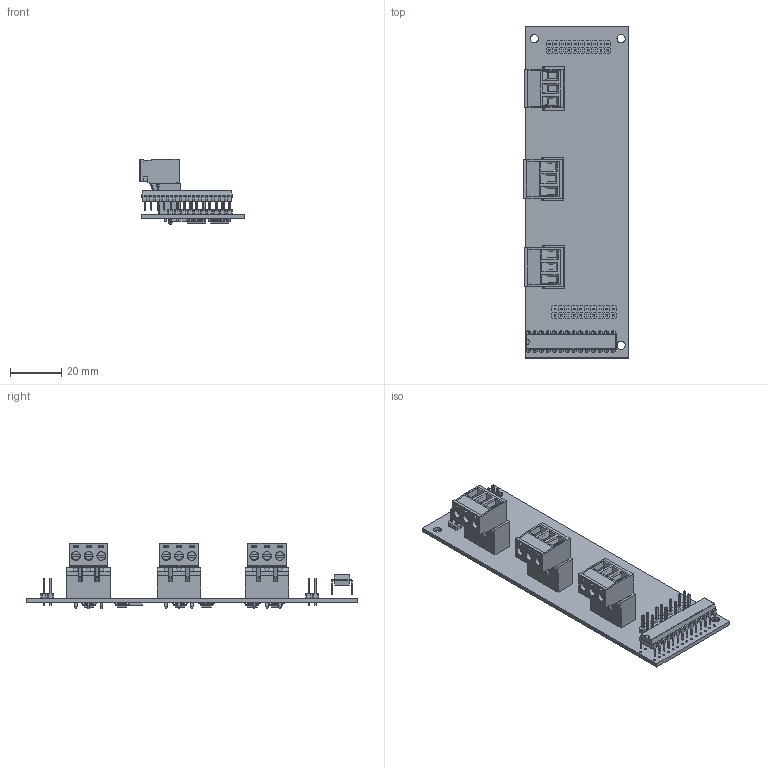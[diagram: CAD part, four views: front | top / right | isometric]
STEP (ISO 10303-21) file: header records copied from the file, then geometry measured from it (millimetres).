
FILE_DESCRIPTION(('PCB Model'),'2;1');
FILE_NAME('carte_onduleur.STEP', '2020-03-29T10:35:44',('xoxox'),('Unspecified'), 'Open CASCADE STEP processor 6.8','Proteus','Unknown');
FILE_SCHEMA(('AUTOMOTIVE_DESIGN { 1 0 10303 214 1 1 1 1 }'));
Length unit declared in the file: millimetre
Products named in the file (73): Open CASCADE STEP translator 6.8 1; Layer_1; CARTE_MOT1; Open CASCADE STEP translator 6.8 1.2.1; Body_1; SOLID; CARTE_MOT2; Open CASCADE STEP translator 6.8 1.3.1; IN1; Open CASCADE STEP translator 6.8 1.4.1; IN2; Open CASCADE STEP translator 6.8 1.5.1; IN3; Open CASCADE STEP translator 6.8 1.6.1; T1; Open CASCADE STEP translator 6.8 1.7.1; T2; Open CASCADE STEP translator 6.8 1.8.1; R_SHUNT; Open CASCADE STEP translator 6.8 1.9.1; Pin_1; Pin_2; T3; Open CASCADE STEP translator 6.8 1.10.1; T4; Open CASCADE STEP translator 6.8 1.11.1; T5; Open CASCADE STEP translator 6.8 1.12.1; T6; Open CASCADE STEP translator 6.8 1.13.1; U_DSPIC; Open CASCADE STEP translator 6.8 1.14.1
Assembly tree (81 placements, depth 6):
  Open CASCADE STEP translator 6.8 1
    Layer_1
    CARTE_MOT1
      Open CASCADE STEP translator 6.8 1.2.1
        Body_1
          (unnamed)  x2
            SOLID
            SOLID
            SOLID
            SOLID
            SOLID
            SOLID
            SOLID
            SOLID
            SOLID
            SOLID
            SOLID
            SOLID
            SOLID
            SOLID
            SOLID
            SOLID
            SOLID
            SOLID
            SOLID
            SOLID
    CARTE_MOT2
      Open CASCADE STEP translator 6.8 1.3.1
        Body_1
          (unnamed)  x2
            SOLID
            SOLID
            SOLID
            SOLID
            SOLID
            SOLID
            SOLID
            SOLID
            SOLID
            SOLID
            SOLID
            SOLID
            SOLID
            SOLID
            SOLID
            SOLID
            SOLID
            SOLID
            SOLID
            SOLID
    IN1
      Open CASCADE STEP translator 6.8 1.4.1
        Body_1
          (unnamed)
            (unnamed)
            (unnamed)
            (unnamed)
            (unnamed)
          (unnamed)
            (unnamed)
Bounding box: 41.07 x 130 x 25.6 mm (x, y, z)
Volume: 17592.8 mm3; surface area: 34574.8 mm2
Topology: 136 solids, 136 shells, 5023 faces, 13061 edges, 8325 vertices
Faces by surface type: plane 3731, cylinder 1127, bspline 111, cone 54
Entity records: 66947 total; most frequent: CARTESIAN_POINT 11505, ORIENTED_EDGE 10050, DIRECTION 9627, EDGE_CURVE 5025, LINE 3921, VECTOR 3921, VERTEX_POINT 3227, AXIS2_PLACEMENT_3D 2853
